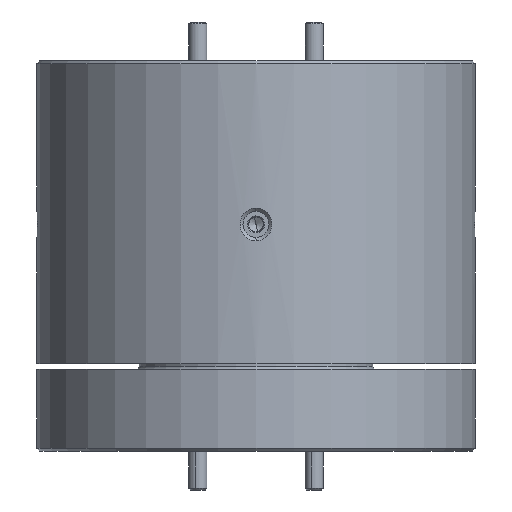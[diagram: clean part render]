
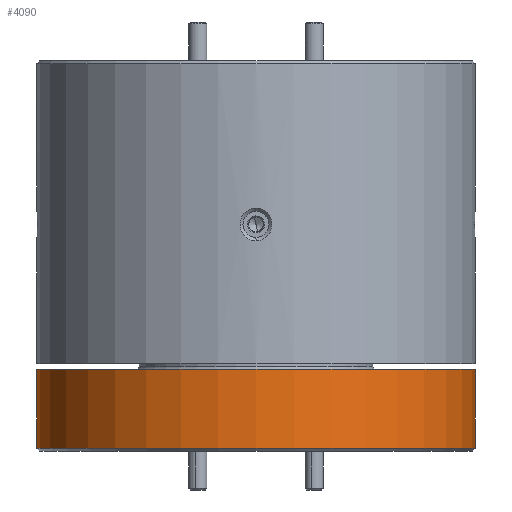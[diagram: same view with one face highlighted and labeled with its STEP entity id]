
A CAD part, front view. The second image highlights one B-rep face of the part: STEP entity #4090.
In plain terms, the highlighted cylindrical face has radius 19.05 mm (diameter 38.1 mm), a partial arc.
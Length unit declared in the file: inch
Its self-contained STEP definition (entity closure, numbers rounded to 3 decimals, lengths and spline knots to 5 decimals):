
#571 = AXIS2_PLACEMENT_3D ( 'NONE', #4890, #1349, #6491 ) ;
#804 = EDGE_CURVE ( 'NONE', #4887, #3286, #7265, .T. ) ;
#917 = EDGE_CURVE ( 'NONE', #5585, #3286, #7966, .T. ) ;
#1108 = ORIENTED_EDGE ( 'NONE', *, *, #804, .T. ) ;
#1349 = DIRECTION ( 'NONE',  ( 0., 0., -1. ) ) ;
#1379 = ORIENTED_EDGE ( 'NONE', *, *, #1606, .T. ) ;
#1410 = DIRECTION ( 'NONE',  ( -1., 0., 0. ) ) ;
#1570 = DIRECTION ( 'NONE',  ( 0., 0., -1. ) ) ;
#1606 = EDGE_CURVE ( 'NONE', #4686, #4887, #6552, .T. ) ;
#1745 = CARTESIAN_POINT ( 'NONE',  ( -0.14351, 0., -0.25093 ) ) ;
#1972 = CYLINDRICAL_SURFACE ( 'NONE', #571, 0.75 ) ;
#2536 = DIRECTION ( 'NONE',  ( -1., 0., 0. ) ) ;
#2948 = ORIENTED_EDGE ( 'NONE', *, *, #6557, .T. ) ;
#3012 = AXIS2_PLACEMENT_3D ( 'NONE', #1745, #7562, #2536 ) ;
#3286 = VERTEX_POINT ( 'NONE', #5565 ) ;
#4074 = VECTOR ( 'NONE', #1570, 39.37008 ) ;
#4090 = ADVANCED_FACE ( 'NONE', ( #5031 ), #1972, .T. ) ;
#4387 = CARTESIAN_POINT ( 'NONE',  ( 0.60649, 0., -0.05493 ) ) ;
#4404 = VECTOR ( 'NONE', #9357, 39.37008 ) ;
#4411 = AXIS2_PLACEMENT_3D ( 'NONE', #5754, #8606, #1410 ) ;
#4686 = VERTEX_POINT ( 'NONE', #6848 ) ;
#4800 = ORIENTED_EDGE ( 'NONE', *, *, #917, .F. ) ;
#4887 = VERTEX_POINT ( 'NONE', #8162 ) ;
#4890 = CARTESIAN_POINT ( 'NONE',  ( -0.14351, 0., -0.05493 ) ) ;
#5031 = FACE_OUTER_BOUND ( 'NONE', #7063, .T. ) ;
#5471 = CIRCLE ( 'NONE', #3012, 0.75 ) ;
#5565 = CARTESIAN_POINT ( 'NONE',  ( 0.60649, 0., -0.52093 ) ) ;
#5585 = VERTEX_POINT ( 'NONE', #6274 ) ;
#5754 = CARTESIAN_POINT ( 'NONE',  ( -0.14351, 0., -0.52093 ) ) ;
#6274 = CARTESIAN_POINT ( 'NONE',  ( 0.60649, 0., -0.25093 ) ) ;
#6476 = CARTESIAN_POINT ( 'NONE',  ( -0.89351, 0., -0.05493 ) ) ;
#6491 = DIRECTION ( 'NONE',  ( -1., 0., 0. ) ) ;
#6552 = LINE ( 'NONE', #6476, #4404 ) ;
#6557 = EDGE_CURVE ( 'NONE', #5585, #4686, #5471, .T. ) ;
#6848 = CARTESIAN_POINT ( 'NONE',  ( -0.89351, 0., -0.25093 ) ) ;
#7063 = EDGE_LOOP ( 'NONE', ( #4800, #2948, #1379, #1108 ) ) ;
#7265 = CIRCLE ( 'NONE', #4411, 0.75 ) ;
#7562 = DIRECTION ( 'NONE',  ( 0., 0., -1. ) ) ;
#7966 = LINE ( 'NONE', #4387, #4074 ) ;
#8162 = CARTESIAN_POINT ( 'NONE',  ( -0.89351, 0., -0.52093 ) ) ;
#8606 = DIRECTION ( 'NONE',  ( 0., 0., 1. ) ) ;
#9357 = DIRECTION ( 'NONE',  ( 0., 0., -1. ) ) ;
